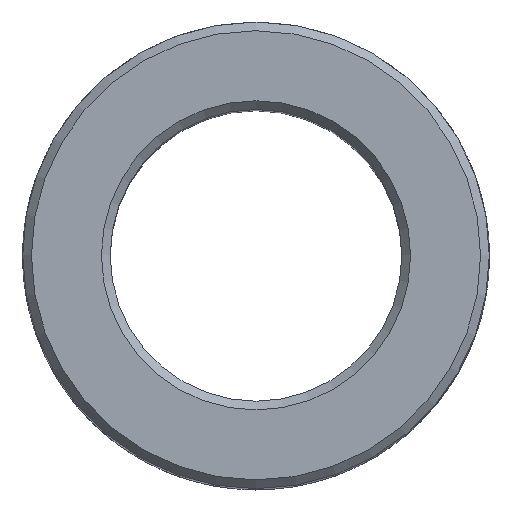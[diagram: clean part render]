
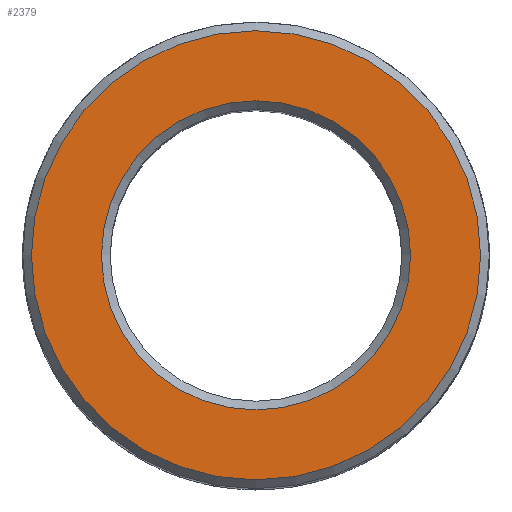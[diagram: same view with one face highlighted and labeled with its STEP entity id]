
A CAD part, top view. The second image highlights one B-rep face of the part: STEP entity #2379.
In plain terms, the highlighted planar face has unit normal (0, 0, 1).
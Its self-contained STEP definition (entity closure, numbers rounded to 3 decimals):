
#149=FACE_BOUND('',#302,.T.);
#152=PLANE('',#2585);
#160=FACE_OUTER_BOUND('',#301,.T.);
#301=EDGE_LOOP('',(#1706));
#302=EDGE_LOOP('',(#1707));
#476=CIRCLE('',#2582,3.85);
#479=CIRCLE('',#2586,2.65);
#998=VERTEX_POINT('',#5386);
#1001=VERTEX_POINT('',#5394);
#1278=EDGE_CURVE('',#998,#998,#476,.T.);
#1282=EDGE_CURVE('',#1001,#1001,#479,.T.);
#1706=ORIENTED_EDGE('',*,*,#1278,.F.);
#1707=ORIENTED_EDGE('',*,*,#1282,.F.);
#2379=ADVANCED_FACE('',(#160,#149),#152,.T.);
#2582=AXIS2_PLACEMENT_3D('',#5387,#2757,#2758);
#2585=AXIS2_PLACEMENT_3D('',#5393,#2764,#2765);
#2586=AXIS2_PLACEMENT_3D('',#5395,#2766,#2767);
#2757=DIRECTION('center_axis',(0.,0.,-1.));
#2758=DIRECTION('ref_axis',(1.,0.,0.));
#2764=DIRECTION('center_axis',(0.,0.,1.));
#2765=DIRECTION('ref_axis',(1.,0.,0.));
#2766=DIRECTION('center_axis',(0.,0.,1.));
#2767=DIRECTION('ref_axis',(1.,0.,0.));
#5386=CARTESIAN_POINT('',(-3.85,0.,13.06));
#5387=CARTESIAN_POINT('Origin',(0.,0.,13.06));
#5393=CARTESIAN_POINT('Origin',(-2.5,0.,13.06));
#5394=CARTESIAN_POINT('',(-2.65,0.,13.06));
#5395=CARTESIAN_POINT('Origin',(0.,0.,13.06));
